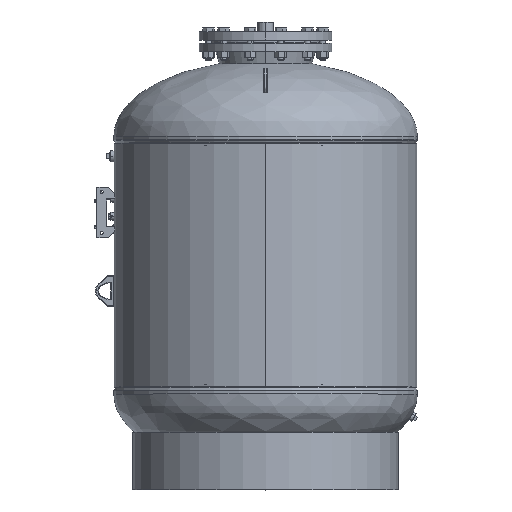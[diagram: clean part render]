
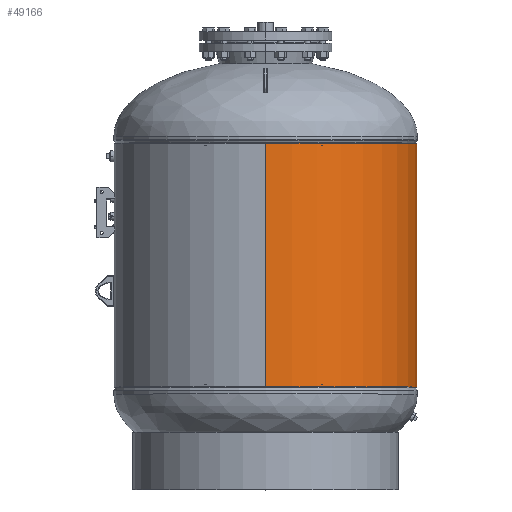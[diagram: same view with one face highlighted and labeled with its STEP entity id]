
A CAD part, top view. The second image highlights one B-rep face of the part: STEP entity #49166.
In plain terms, the highlighted cylindrical face has radius 608.533 mm (diameter 1217.07 mm), a partial arc.
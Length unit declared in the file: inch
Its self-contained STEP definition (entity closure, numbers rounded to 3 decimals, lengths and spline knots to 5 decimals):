
#114 = EDGE_CURVE ( 'NONE', #54919, #55215, #114986, .T. ) ;
#291 = DIRECTION ( 'NONE',  ( 0., 0., 1. ) ) ;
#2385 = DIRECTION ( 'NONE',  ( 0., 1., 0. ) ) ;
#7961 = ORIENTED_EDGE ( 'NONE', *, *, #17461, .F. ) ;
#8001 = EDGE_CURVE ( 'NONE', #55215, #59027, #37947, .T. ) ;
#8498 = DIRECTION ( 'NONE',  ( 0., 1., 0. ) ) ;
#8998 = CARTESIAN_POINT ( 'NONE',  ( 0., 0., 0. ) ) ;
#13945 = AXIS2_PLACEMENT_3D ( 'NONE', #99340, #8498, #291 ) ;
#17461 = EDGE_CURVE ( 'NONE', #54919, #83872, #35987, .T. ) ;
#22954 = CARTESIAN_POINT ( 'NONE',  ( 0., 0., 23.958 ) ) ;
#27210 = CARTESIAN_POINT ( 'NONE',  ( 0., 0., 23.958 ) ) ;
#29157 = CARTESIAN_POINT ( 'NONE',  ( 0.00418, 0., -23.958 ) ) ;
#32556 = CARTESIAN_POINT ( 'NONE',  ( 0.00418, 38.5, -23.958 ) ) ;
#35987 = LINE ( 'NONE', #27210, #81385 ) ;
#37947 = LINE ( 'NONE', #29157, #42833 ) ;
#42833 = VECTOR ( 'NONE', #101223, 39.37008 ) ;
#46315 = EDGE_CURVE ( 'NONE', #83872, #59027, #109072, .T. ) ;
#49166 = ADVANCED_FACE ( 'NONE', ( #90424 ), #72309, .T. ) ;
#54919 = VERTEX_POINT ( 'NONE', #22954 ) ;
#55215 = VERTEX_POINT ( 'NONE', #62759 ) ;
#56908 = CARTESIAN_POINT ( 'NONE',  ( 0., 38.5, 0. ) ) ;
#59027 = VERTEX_POINT ( 'NONE', #32556 ) ;
#61784 = DIRECTION ( 'NONE',  ( 0., 1., 0. ) ) ;
#62759 = CARTESIAN_POINT ( 'NONE',  ( 0.00418, 0., -23.958 ) ) ;
#71709 = DIRECTION ( 'NONE',  ( 0., 0., 1. ) ) ;
#72309 = CYLINDRICAL_SURFACE ( 'NONE', #82559, 23.958 ) ;
#74968 = ORIENTED_EDGE ( 'NONE', *, *, #114, .T. ) ;
#79930 = DIRECTION ( 'NONE',  ( 0., 1., 0. ) ) ;
#81385 = VECTOR ( 'NONE', #79930, 39.37008 ) ;
#82559 = AXIS2_PLACEMENT_3D ( 'NONE', #8998, #61784, #71709 ) ;
#83872 = VERTEX_POINT ( 'NONE', #108804 ) ;
#83966 = ORIENTED_EDGE ( 'NONE', *, *, #8001, .T. ) ;
#90424 = FACE_OUTER_BOUND ( 'NONE', #95425, .T. ) ;
#95425 = EDGE_LOOP ( 'NONE', ( #7961, #74968, #83966, #107689 ) ) ;
#95901 = AXIS2_PLACEMENT_3D ( 'NONE', #56908, #2385, #109639 ) ;
#99340 = CARTESIAN_POINT ( 'NONE',  ( 0., 0., 0. ) ) ;
#101223 = DIRECTION ( 'NONE',  ( 0., 1., 0. ) ) ;
#107689 = ORIENTED_EDGE ( 'NONE', *, *, #46315, .F. ) ;
#108804 = CARTESIAN_POINT ( 'NONE',  ( 0., 38.5, 23.958 ) ) ;
#109072 = CIRCLE ( 'NONE', #95901, 23.958 ) ;
#109639 = DIRECTION ( 'NONE',  ( 0., 0., 1. ) ) ;
#114986 = CIRCLE ( 'NONE', #13945, 23.958 ) ;
